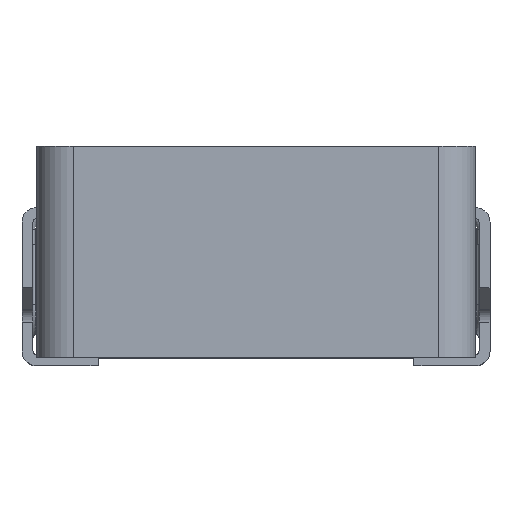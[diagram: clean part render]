
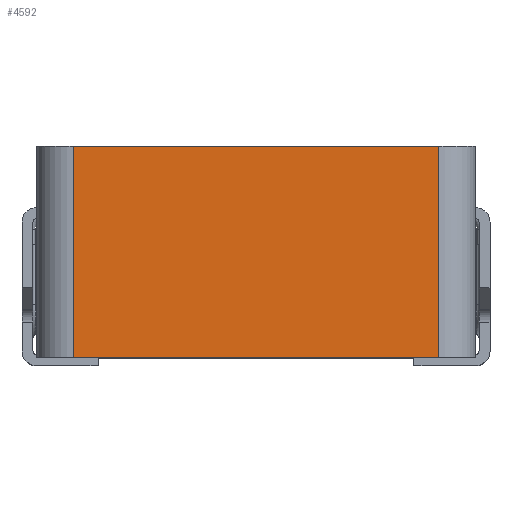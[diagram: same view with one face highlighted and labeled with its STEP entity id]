
A CAD part, top view. The second image highlights one B-rep face of the part: STEP entity #4592.
In plain terms, the highlighted planar face has unit normal (0, 0, 1).
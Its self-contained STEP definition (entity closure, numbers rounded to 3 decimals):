
#33 = VECTOR ( 'NONE', #3708, 1000. ) ;
#422 = AXIS2_PLACEMENT_3D ( 'NONE', #6785, #2486, #7508 ) ;
#457 = CARTESIAN_POINT ( 'NONE',  ( 2.5, 0.84, 3. ) ) ;
#879 = VECTOR ( 'NONE', #3976, 1000. ) ;
#990 = CARTESIAN_POINT ( 'NONE',  ( 2.5, 0.84, 3. ) ) ;
#1025 = VERTEX_POINT ( 'NONE', #7529 ) ;
#2087 = EDGE_CURVE ( 'NONE', #5702, #2531, #8062, .T. ) ;
#2153 = CARTESIAN_POINT ( 'NONE',  ( 2.5, -2.05, 3. ) ) ;
#2486 = DIRECTION ( 'NONE',  ( 0., 0., 1. ) ) ;
#2531 = VERTEX_POINT ( 'NONE', #990 ) ;
#3708 = DIRECTION ( 'NONE',  ( 0., 1., 0. ) ) ;
#3743 = LINE ( 'NONE', #8704, #33 ) ;
#3976 = DIRECTION ( 'NONE',  ( 1., 0., 0. ) ) ;
#4036 = ORIENTED_EDGE ( 'NONE', *, *, #5301, .T. ) ;
#4497 = VECTOR ( 'NONE', #7225, 1000. ) ;
#4592 = ADVANCED_FACE ( 'NONE', ( #5747 ), #6051, .T. ) ;
#4755 = EDGE_CURVE ( 'NONE', #7378, #1025, #5860, .T. ) ;
#5301 = EDGE_CURVE ( 'NONE', #1025, #2531, #7032, .T. ) ;
#5403 = EDGE_CURVE ( 'NONE', #7378, #5702, #3743, .T. ) ;
#5638 = ORIENTED_EDGE ( 'NONE', *, *, #2087, .F. ) ;
#5673 = CARTESIAN_POINT ( 'NONE',  ( 2.5, -2.05, 3. ) ) ;
#5692 = CARTESIAN_POINT ( 'NONE',  ( -2.5, -2.05, 3. ) ) ;
#5702 = VERTEX_POINT ( 'NONE', #7550 ) ;
#5747 = FACE_OUTER_BOUND ( 'NONE', #6228, .T. ) ;
#5860 = LINE ( 'NONE', #2153, #4497 ) ;
#6051 = PLANE ( 'NONE',  #422 ) ;
#6228 = EDGE_LOOP ( 'NONE', ( #4036, #5638, #8812, #7363 ) ) ;
#6540 = DIRECTION ( 'NONE',  ( 0., 1., 0. ) ) ;
#6785 = CARTESIAN_POINT ( 'NONE',  ( 2.5, -2.05, 3. ) ) ;
#7032 = LINE ( 'NONE', #5673, #7124 ) ;
#7124 = VECTOR ( 'NONE', #6540, 1000. ) ;
#7225 = DIRECTION ( 'NONE',  ( 1., 0., 0. ) ) ;
#7363 = ORIENTED_EDGE ( 'NONE', *, *, #4755, .T. ) ;
#7378 = VERTEX_POINT ( 'NONE', #5692 ) ;
#7508 = DIRECTION ( 'NONE',  ( 1., 0., 0. ) ) ;
#7529 = CARTESIAN_POINT ( 'NONE',  ( 2.5, -2.05, 3. ) ) ;
#7550 = CARTESIAN_POINT ( 'NONE',  ( -2.5, 0.84, 3. ) ) ;
#8062 = LINE ( 'NONE', #457, #879 ) ;
#8704 = CARTESIAN_POINT ( 'NONE',  ( -2.5, -2.05, 3. ) ) ;
#8812 = ORIENTED_EDGE ( 'NONE', *, *, #5403, .F. ) ;
